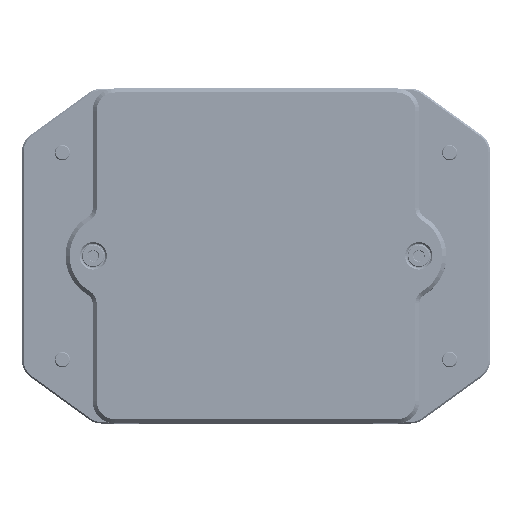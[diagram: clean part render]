
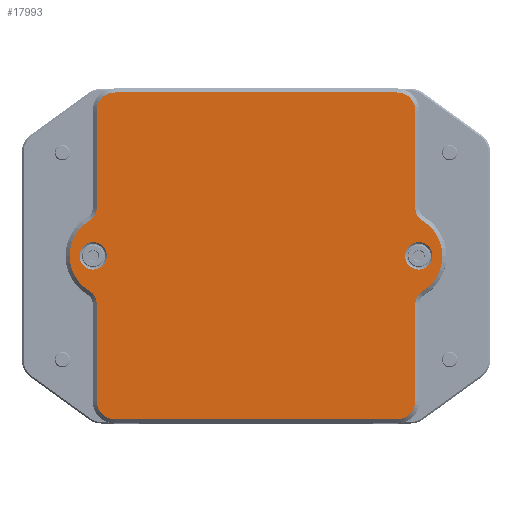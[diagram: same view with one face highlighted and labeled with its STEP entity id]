
A CAD part, top view. The second image highlights one B-rep face of the part: STEP entity #17993.
In plain terms, the highlighted planar face has unit normal (0, 0, 1).
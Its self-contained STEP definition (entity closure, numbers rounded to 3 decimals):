
#340=FACE_BOUND('',#3981,.T.);
#341=FACE_BOUND('',#3982,.T.);
#522=PLANE('',#19492);
#2950=FACE_OUTER_BOUND('',#3980,.T.);
#3980=EDGE_LOOP('',(#16446,#16447,#16448,#16449,#16450,#16451,#16452,#16453,
#16454,#16455,#16456,#16457,#16458,#16459,#16460,#16461));
#3981=EDGE_LOOP('',(#16462));
#3982=EDGE_LOOP('',(#16463));
#5162=LINE('',#49673,#6417);
#5167=LINE('',#49687,#6422);
#5173=LINE('',#49711,#6428);
#5177=LINE('',#49723,#6432);
#5181=LINE('',#49735,#6436);
#5187=LINE('',#49759,#6442);
#6417=VECTOR('',#23315,10.);
#6422=VECTOR('',#23328,10.);
#6428=VECTOR('',#23354,10.);
#6432=VECTOR('',#23366,10.);
#6436=VECTOR('',#23378,10.);
#6442=VECTOR('',#23404,10.);
#7088=CIRCLE('',#19445,4.5);
#7090=CIRCLE('',#19449,3.5);
#7092=CIRCLE('',#19452,10.2);
#7094=CIRCLE('',#19455,3.5);
#7096=CIRCLE('',#19459,4.5);
#7098=CIRCLE('',#19463,4.5);
#7100=CIRCLE('',#19467,3.5);
#7102=CIRCLE('',#19470,10.2);
#7104=CIRCLE('',#19473,3.5);
#7106=CIRCLE('',#19477,4.5);
#7113=CIRCLE('',#19493,3.4);
#7114=CIRCLE('',#19494,3.4);
#8764=VERTEX_POINT('',#49670);
#8765=VERTEX_POINT('',#49672);
#8768=VERTEX_POINT('',#49679);
#8770=VERTEX_POINT('',#49685);
#8772=VERTEX_POINT('',#49691);
#8774=VERTEX_POINT('',#49697);
#8776=VERTEX_POINT('',#49703);
#8778=VERTEX_POINT('',#49709);
#8780=VERTEX_POINT('',#49715);
#8782=VERTEX_POINT('',#49721);
#8784=VERTEX_POINT('',#49727);
#8786=VERTEX_POINT('',#49733);
#8788=VERTEX_POINT('',#49739);
#8790=VERTEX_POINT('',#49745);
#8792=VERTEX_POINT('',#49751);
#8794=VERTEX_POINT('',#49757);
#8802=VERTEX_POINT('',#49797);
#8803=VERTEX_POINT('',#49799);
#11318=EDGE_CURVE('',#8764,#8765,#5162,.T.);
#11322=EDGE_CURVE('',#8768,#8764,#7088,.T.);
#11325=EDGE_CURVE('',#8770,#8768,#5167,.T.);
#11328=EDGE_CURVE('',#8772,#8770,#7090,.T.);
#11331=EDGE_CURVE('',#8774,#8772,#7092,.T.);
#11334=EDGE_CURVE('',#8776,#8774,#7094,.T.);
#11337=EDGE_CURVE('',#8778,#8776,#5173,.T.);
#11340=EDGE_CURVE('',#8780,#8778,#7096,.T.);
#11343=EDGE_CURVE('',#8782,#8780,#5177,.T.);
#11346=EDGE_CURVE('',#8784,#8782,#7098,.T.);
#11349=EDGE_CURVE('',#8786,#8784,#5181,.T.);
#11352=EDGE_CURVE('',#8788,#8786,#7100,.T.);
#11355=EDGE_CURVE('',#8790,#8788,#7102,.T.);
#11358=EDGE_CURVE('',#8792,#8790,#7104,.T.);
#11361=EDGE_CURVE('',#8794,#8792,#5187,.T.);
#11363=EDGE_CURVE('',#8765,#8794,#7106,.T.);
#11382=EDGE_CURVE('',#8802,#8802,#7113,.T.);
#11383=EDGE_CURVE('',#8803,#8803,#7114,.T.);
#16446=ORIENTED_EDGE('',*,*,#11318,.F.);
#16447=ORIENTED_EDGE('',*,*,#11322,.F.);
#16448=ORIENTED_EDGE('',*,*,#11325,.F.);
#16449=ORIENTED_EDGE('',*,*,#11328,.F.);
#16450=ORIENTED_EDGE('',*,*,#11331,.F.);
#16451=ORIENTED_EDGE('',*,*,#11334,.F.);
#16452=ORIENTED_EDGE('',*,*,#11337,.F.);
#16453=ORIENTED_EDGE('',*,*,#11340,.F.);
#16454=ORIENTED_EDGE('',*,*,#11343,.F.);
#16455=ORIENTED_EDGE('',*,*,#11346,.F.);
#16456=ORIENTED_EDGE('',*,*,#11349,.F.);
#16457=ORIENTED_EDGE('',*,*,#11352,.F.);
#16458=ORIENTED_EDGE('',*,*,#11355,.F.);
#16459=ORIENTED_EDGE('',*,*,#11358,.F.);
#16460=ORIENTED_EDGE('',*,*,#11361,.F.);
#16461=ORIENTED_EDGE('',*,*,#11363,.F.);
#16462=ORIENTED_EDGE('',*,*,#11382,.F.);
#16463=ORIENTED_EDGE('',*,*,#11383,.F.);
#17993=ADVANCED_FACE('',(#2950,#340,#341),#522,.T.);
#19445=AXIS2_PLACEMENT_3D('',#49681,#23321,#23322);
#19449=AXIS2_PLACEMENT_3D('',#49693,#23333,#23334);
#19452=AXIS2_PLACEMENT_3D('',#49699,#23340,#23341);
#19455=AXIS2_PLACEMENT_3D('',#49705,#23347,#23348);
#19459=AXIS2_PLACEMENT_3D('',#49717,#23359,#23360);
#19463=AXIS2_PLACEMENT_3D('',#49729,#23371,#23372);
#19467=AXIS2_PLACEMENT_3D('',#49741,#23383,#23384);
#19470=AXIS2_PLACEMENT_3D('',#49747,#23390,#23391);
#19473=AXIS2_PLACEMENT_3D('',#49753,#23397,#23398);
#19477=AXIS2_PLACEMENT_3D('',#49762,#23408,#23409);
#19492=AXIS2_PLACEMENT_3D('',#49796,#23450,#23451);
#19493=AXIS2_PLACEMENT_3D('',#49798,#23452,#23453);
#19494=AXIS2_PLACEMENT_3D('',#49800,#23454,#23455);
#23315=DIRECTION('',(-1.,0.,0.));
#23321=DIRECTION('center_axis',(0.,0.,-1.));
#23322=DIRECTION('ref_axis',(0.,-1.,0.));
#23328=DIRECTION('',(0.,-1.,0.));
#23333=DIRECTION('center_axis',(0.,0.,1.));
#23334=DIRECTION('ref_axis',(-0.511,0.86,0.));
#23340=DIRECTION('center_axis',(0.,0.,-1.));
#23341=DIRECTION('ref_axis',(0.511,-0.86,0.));
#23347=DIRECTION('center_axis',(0.,0.,1.));
#23348=DIRECTION('ref_axis',(-1.,0.,0.));
#23354=DIRECTION('',(0.,-1.,0.));
#23359=DIRECTION('center_axis',(0.,0.,-1.));
#23360=DIRECTION('ref_axis',(1.,0.,0.));
#23366=DIRECTION('',(1.,0.,0.));
#23371=DIRECTION('center_axis',(0.,0.,-1.));
#23372=DIRECTION('ref_axis',(0.,1.,0.));
#23378=DIRECTION('',(0.,1.,0.));
#23383=DIRECTION('center_axis',(0.,0.,1.));
#23384=DIRECTION('ref_axis',(0.511,-0.86,0.));
#23390=DIRECTION('center_axis',(0.,0.,-1.));
#23391=DIRECTION('ref_axis',(-0.511,0.86,0.));
#23397=DIRECTION('center_axis',(0.,0.,1.));
#23398=DIRECTION('ref_axis',(1.,0.,0.));
#23404=DIRECTION('',(0.,1.,0.));
#23408=DIRECTION('center_axis',(0.,0.,-1.));
#23409=DIRECTION('ref_axis',(-1.,0.,0.));
#23450=DIRECTION('center_axis',(0.,0.,1.));
#23451=DIRECTION('ref_axis',(1.,0.,0.));
#23452=DIRECTION('center_axis',(0.,0.,1.));
#23453=DIRECTION('ref_axis',(-1.,0.,0.));
#23454=DIRECTION('center_axis',(0.,0.,1.));
#23455=DIRECTION('ref_axis',(-1.,0.,0.));
#49670=CARTESIAN_POINT('',(73.,-1.5,32.));
#49672=CARTESIAN_POINT('',(3.,-1.5,32.));
#49673=CARTESIAN_POINT('',(20.5,-1.5,32.));
#49679=CARTESIAN_POINT('',(77.5,3.,32.));
#49681=CARTESIAN_POINT('Origin',(73.,3.,32.));
#49685=CARTESIAN_POINT('',(77.5,27.223,32.));
#49687=CARTESIAN_POINT('',(77.5,21.,32.));
#49691=CARTESIAN_POINT('',(79.212,30.232,32.));
#49693=CARTESIAN_POINT('Origin',(81.,27.223,32.));
#49697=CARTESIAN_POINT('',(79.212,47.768,32.));
#49699=CARTESIAN_POINT('Origin',(74.,39.,32.));
#49703=CARTESIAN_POINT('',(77.5,50.777,32.));
#49705=CARTESIAN_POINT('Origin',(81.,50.777,32.));
#49709=CARTESIAN_POINT('',(77.5,75.,32.));
#49711=CARTESIAN_POINT('',(77.5,44.888,32.));
#49715=CARTESIAN_POINT('',(73.,79.5,32.));
#49717=CARTESIAN_POINT('Origin',(73.,75.,32.));
#49721=CARTESIAN_POINT('',(3.,79.5,32.));
#49723=CARTESIAN_POINT('',(55.5,79.5,32.));
#49727=CARTESIAN_POINT('',(-1.5,75.,32.));
#49729=CARTESIAN_POINT('Origin',(3.,75.,32.));
#49733=CARTESIAN_POINT('',(-1.5,50.777,32.));
#49735=CARTESIAN_POINT('',(-1.5,57.,32.));
#49739=CARTESIAN_POINT('',(-3.212,47.768,32.));
#49741=CARTESIAN_POINT('Origin',(-5.,50.777,32.));
#49745=CARTESIAN_POINT('',(-3.212,30.232,32.));
#49747=CARTESIAN_POINT('Origin',(2.,39.,32.));
#49751=CARTESIAN_POINT('',(-1.5,27.223,32.));
#49753=CARTESIAN_POINT('Origin',(-5.,27.223,32.));
#49757=CARTESIAN_POINT('',(-1.5,3.,32.));
#49759=CARTESIAN_POINT('',(-1.5,33.112,32.));
#49762=CARTESIAN_POINT('Origin',(3.,3.,32.));
#49796=CARTESIAN_POINT('Origin',(38.,39.,32.));
#49797=CARTESIAN_POINT('',(81.75,39.,32.));
#49798=CARTESIAN_POINT('Origin',(78.35,39.,32.));
#49799=CARTESIAN_POINT('',(1.05,39.,32.));
#49800=CARTESIAN_POINT('Origin',(-2.35,39.,32.));
